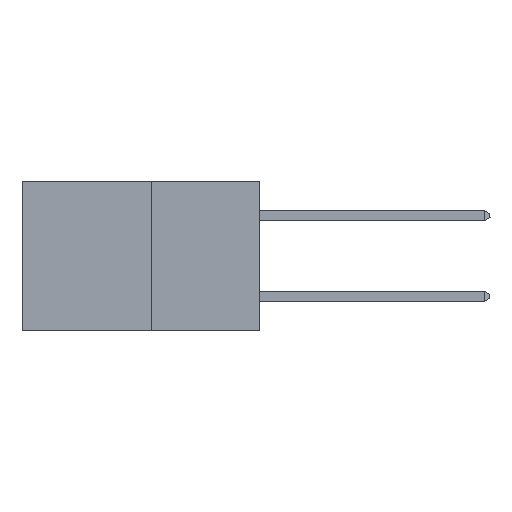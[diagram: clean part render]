
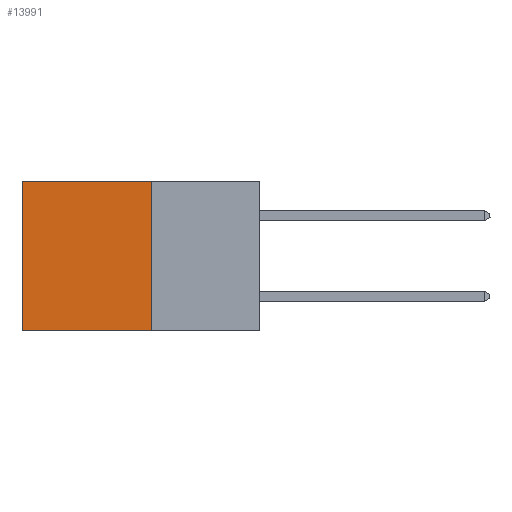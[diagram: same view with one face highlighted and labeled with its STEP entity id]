
A CAD part, left-side view. The second image highlights one B-rep face of the part: STEP entity #13991.
In plain terms, the highlighted planar face has unit normal (-1, 0, 0).
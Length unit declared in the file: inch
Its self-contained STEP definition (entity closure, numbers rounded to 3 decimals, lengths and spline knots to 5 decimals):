
#547 = AXIS2_PLACEMENT_3D ( 'NONE', #5029, #18154, #9507 ) ;
#1589 = ORIENTED_EDGE ( 'NONE', *, *, #4933, .T. ) ;
#1600 = CARTESIAN_POINT ( 'NONE',  ( 0.277, 0.59, -0.37 ) ) ;
#1926 = ORIENTED_EDGE ( 'NONE', *, *, #6501, .F. ) ;
#3620 = VECTOR ( 'NONE', #6917, 39.37008 ) ;
#4201 = LINE ( 'NONE', #10582, #7698 ) ;
#4933 = EDGE_CURVE ( 'NONE', #11522, #17532, #4201, .T. ) ;
#5029 = CARTESIAN_POINT ( 'NONE',  ( 0.277, 0.27, -0.37 ) ) ;
#5459 = CARTESIAN_POINT ( 'NONE',  ( 0.277, 0.27, -0.37 ) ) ;
#5784 = LINE ( 'NONE', #15289, #16558 ) ;
#5996 = VECTOR ( 'NONE', #14065, 39.37008 ) ;
#6431 = VERTEX_POINT ( 'NONE', #1600 ) ;
#6485 = PLANE ( 'NONE',  #547 ) ;
#6501 = EDGE_CURVE ( 'NONE', #16418, #6431, #5784, .T. ) ;
#6917 = DIRECTION ( 'NONE',  ( 0., 0., -1. ) ) ;
#7321 = DIRECTION ( 'NONE',  ( 0., 1., 0. ) ) ;
#7698 = VECTOR ( 'NONE', #7321, 39.37008 ) ;
#7998 = DIRECTION ( 'NONE',  ( 0., 1., 0. ) ) ;
#8212 = EDGE_CURVE ( 'NONE', #17532, #6431, #10429, .T. ) ;
#9075 = FACE_OUTER_BOUND ( 'NONE', #10439, .T. ) ;
#9118 = ORIENTED_EDGE ( 'NONE', *, *, #14855, .F. ) ;
#9507 = DIRECTION ( 'NONE',  ( 0., 0., -1. ) ) ;
#10429 = LINE ( 'NONE', #18293, #5996 ) ;
#10439 = EDGE_LOOP ( 'NONE', ( #15690, #1926, #9118, #1589 ) ) ;
#10582 = CARTESIAN_POINT ( 'NONE',  ( 0.277, 0.27, 0. ) ) ;
#11522 = VERTEX_POINT ( 'NONE', #16024 ) ;
#11541 = LINE ( 'NONE', #5459, #3620 ) ;
#13894 = CARTESIAN_POINT ( 'NONE',  ( 0.277, 0.59, 0. ) ) ;
#13991 = ADVANCED_FACE ( 'NONE', ( #9075 ), #6485, .F. ) ;
#14065 = DIRECTION ( 'NONE',  ( 0., 0., -1. ) ) ;
#14787 = CARTESIAN_POINT ( 'NONE',  ( 0.277, 0.27, -0.37 ) ) ;
#14855 = EDGE_CURVE ( 'NONE', #11522, #16418, #11541, .T. ) ;
#15289 = CARTESIAN_POINT ( 'NONE',  ( 0.277, 0.27, -0.37 ) ) ;
#15690 = ORIENTED_EDGE ( 'NONE', *, *, #8212, .T. ) ;
#16024 = CARTESIAN_POINT ( 'NONE',  ( 0.277, 0.27, 0. ) ) ;
#16418 = VERTEX_POINT ( 'NONE', #14787 ) ;
#16558 = VECTOR ( 'NONE', #7998, 39.37008 ) ;
#17532 = VERTEX_POINT ( 'NONE', #13894 ) ;
#18154 = DIRECTION ( 'NONE',  ( 1., 0., 0. ) ) ;
#18293 = CARTESIAN_POINT ( 'NONE',  ( 0.277, 0.59, -0.37 ) ) ;
